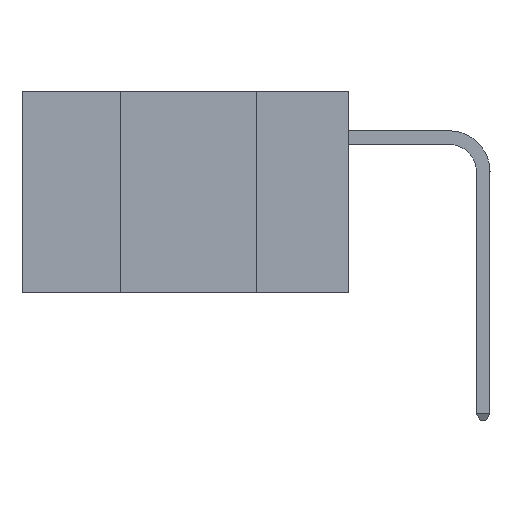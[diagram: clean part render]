
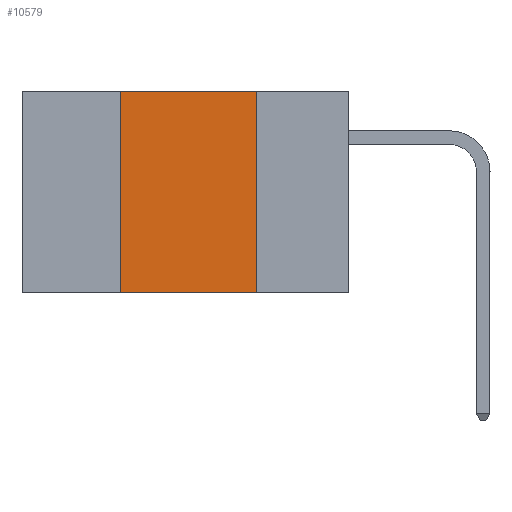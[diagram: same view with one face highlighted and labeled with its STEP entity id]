
A CAD part, left-side view. The second image highlights one B-rep face of the part: STEP entity #10579.
In plain terms, the highlighted planar face has unit normal (-1, 0, 0).
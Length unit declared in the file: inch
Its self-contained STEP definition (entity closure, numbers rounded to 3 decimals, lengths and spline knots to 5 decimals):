
#197 = VECTOR ( 'NONE', #3115, 39.37008 ) ;
#336 = ORIENTED_EDGE ( 'NONE', *, *, #5442, .F. ) ;
#511 = ORIENTED_EDGE ( 'NONE', *, *, #1760, .T. ) ;
#866 = CARTESIAN_POINT ( 'NONE',  ( 0., 0.6, 0. ) ) ;
#1760 = EDGE_CURVE ( 'NONE', #7387, #9847, #3788, .T. ) ;
#3037 = LINE ( 'NONE', #12160, #10678 ) ;
#3115 = DIRECTION ( 'NONE',  ( 0., -1., 0. ) ) ;
#3206 = AXIS2_PLACEMENT_3D ( 'NONE', #10614, #4953, #11548 ) ;
#3228 = LINE ( 'NONE', #866, #197 ) ;
#3788 = LINE ( 'NONE', #8043, #8574 ) ;
#3824 = CARTESIAN_POINT ( 'NONE',  ( 0., 0.42, 0. ) ) ;
#3961 = PLANE ( 'NONE',  #3206 ) ;
#4163 = EDGE_CURVE ( 'NONE', #7387, #8586, #12260, .T. ) ;
#4953 = DIRECTION ( 'NONE',  ( 1., 0., 0. ) ) ;
#5442 = EDGE_CURVE ( 'NONE', #10760, #9847, #3037, .T. ) ;
#6203 = CARTESIAN_POINT ( 'NONE',  ( 0., 0.17, 0. ) ) ;
#7387 = VERTEX_POINT ( 'NONE', #10420 ) ;
#7946 = DIRECTION ( 'NONE',  ( 0., 0., 1. ) ) ;
#8043 = CARTESIAN_POINT ( 'NONE',  ( 0., 0.6, -0.37 ) ) ;
#8069 = CARTESIAN_POINT ( 'NONE',  ( 0., 0.42, 0. ) ) ;
#8163 = EDGE_CURVE ( 'NONE', #8586, #10760, #3228, .T. ) ;
#8282 = FACE_OUTER_BOUND ( 'NONE', #11720, .T. ) ;
#8574 = VECTOR ( 'NONE', #11730, 39.37008 ) ;
#8586 = VERTEX_POINT ( 'NONE', #3824 ) ;
#9413 = CARTESIAN_POINT ( 'NONE',  ( 0., 0.17, -0.37 ) ) ;
#9847 = VERTEX_POINT ( 'NONE', #9413 ) ;
#10420 = CARTESIAN_POINT ( 'NONE',  ( 0., 0.42, -0.37 ) ) ;
#10579 = ADVANCED_FACE ( 'NONE', ( #8282 ), #3961, .F. ) ;
#10614 = CARTESIAN_POINT ( 'NONE',  ( 0., 0.6, 0. ) ) ;
#10678 = VECTOR ( 'NONE', #12135, 39.37008 ) ;
#10760 = VERTEX_POINT ( 'NONE', #6203 ) ;
#10979 = ORIENTED_EDGE ( 'NONE', *, *, #4163, .F. ) ;
#11539 = ORIENTED_EDGE ( 'NONE', *, *, #8163, .F. ) ;
#11548 = DIRECTION ( 'NONE',  ( 0., 0., -1. ) ) ;
#11720 = EDGE_LOOP ( 'NONE', ( #336, #11539, #10979, #511 ) ) ;
#11730 = DIRECTION ( 'NONE',  ( 0., -1., 0. ) ) ;
#11996 = VECTOR ( 'NONE', #7946, 39.37008 ) ;
#12135 = DIRECTION ( 'NONE',  ( 0., 0., -1. ) ) ;
#12160 = CARTESIAN_POINT ( 'NONE',  ( 0., 0.17, 0. ) ) ;
#12260 = LINE ( 'NONE', #8069, #11996 ) ;
